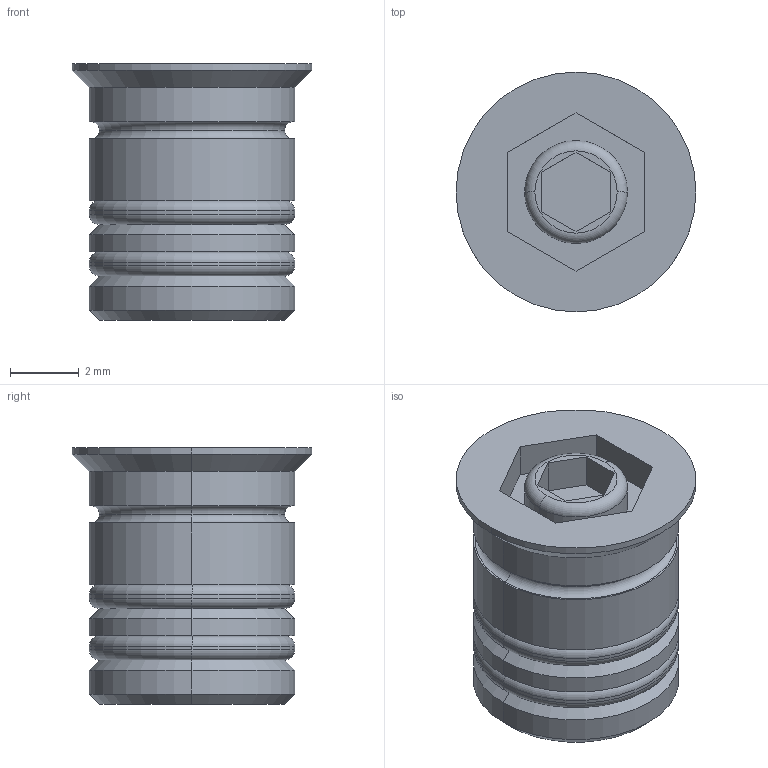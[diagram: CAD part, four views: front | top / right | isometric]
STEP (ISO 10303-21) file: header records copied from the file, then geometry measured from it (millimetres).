
FILE_DESCRIPTION (( 'STEP AP203' ), '1' );
FILE_NAME ('2a5d.STEP', '2024-03-18T16:36:19', ( '' ), ( '' ), 'SwSTEP 2.0', 'SolidWorks 2019', '' );
FILE_SCHEMA (( 'CONFIG_CONTROL_DESIGN' ));
Length unit declared in the file: millimetre
Products named in the file (1): 2a5d
Bounding box: 7 x 7 x 7.5 mm (x, y, z)
Volume: 232.1 mm3; surface area: 387.1 mm2
Topology: 3 solids, 3 shells, 67 faces, 136 edges, 82 vertices
Faces by surface type: plane 25, cylinder 20, torus 14, cone 8
Entity records: 1827 total; most frequent: DIRECTION 344, CARTESIAN_POINT 286, ORIENTED_EDGE 272, AXIS2_PLACEMENT_3D 140, EDGE_CURVE 136, VERTEX_POINT 82, EDGE_LOOP 74, CIRCLE 72
